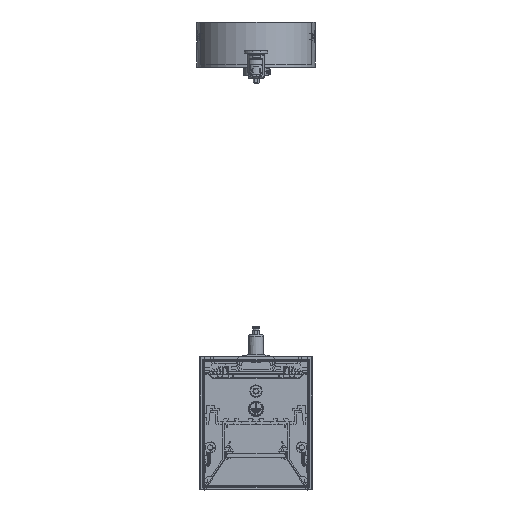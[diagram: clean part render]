
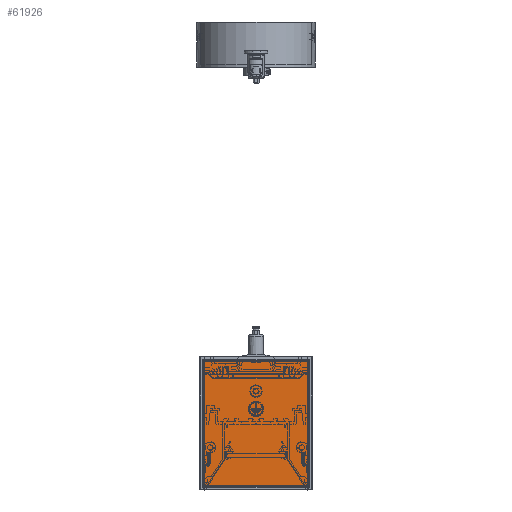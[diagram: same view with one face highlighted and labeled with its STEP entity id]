
A CAD part, front view. The second image highlights one B-rep face of the part: STEP entity #61926.
In plain terms, the highlighted planar face has unit normal (0, -1, 0).
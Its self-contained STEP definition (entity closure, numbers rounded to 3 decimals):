
#5588=CIRCLE('',#67825,0.001);
#5593=CIRCLE('',#67831,0.001);
#5808=CIRCLE('',#68298,0.001);
#5812=CIRCLE('',#68303,0.001);
#8820=FACE_OUTER_BOUND('',#12361,.T.);
#12361=EDGE_LOOP('',(#53969,#53970,#53971,#53972,#53973,#53974,#53975,#53976));
#17120=LINE('',#112668,#22081);
#17380=LINE('',#115675,#22341);
#17382=LINE('',#115712,#22343);
#17384=LINE('',#115745,#22345);
#22081=VECTOR('',#83567,10.);
#22341=VECTOR('',#84757,10.);
#22343=VECTOR('',#84771,10.);
#22345=VECTOR('',#84781,10.);
#28685=VERTEX_POINT('',#112656);
#28687=VERTEX_POINT('',#112659);
#28689=VERTEX_POINT('',#112665);
#28691=VERTEX_POINT('',#112695);
#29000=VERTEX_POINT('',#115674);
#29001=VERTEX_POINT('',#115702);
#29003=VERTEX_POINT('',#115708);
#29005=VERTEX_POINT('',#115738);
#37018=EDGE_CURVE('',#28687,#28685,#5588,.T.);
#37022=EDGE_CURVE('',#28685,#28689,#17120,.T.);
#37025=EDGE_CURVE('',#28689,#28691,#5593,.T.);
#37607=EDGE_CURVE('',#28687,#29000,#17380,.T.);
#37611=EDGE_CURVE('',#29000,#29001,#5808,.T.);
#37614=EDGE_CURVE('',#29001,#29003,#17382,.T.);
#37617=EDGE_CURVE('',#29003,#29005,#5812,.T.);
#37619=EDGE_CURVE('',#29005,#28691,#17384,.T.);
#53969=ORIENTED_EDGE('',*,*,#37619,.F.);
#53970=ORIENTED_EDGE('',*,*,#37617,.F.);
#53971=ORIENTED_EDGE('',*,*,#37614,.F.);
#53972=ORIENTED_EDGE('',*,*,#37611,.F.);
#53973=ORIENTED_EDGE('',*,*,#37607,.F.);
#53974=ORIENTED_EDGE('',*,*,#37018,.T.);
#53975=ORIENTED_EDGE('',*,*,#37022,.T.);
#53976=ORIENTED_EDGE('',*,*,#37025,.T.);
#58975=PLANE('',#68308);
#61926=ADVANCED_FACE('',(#8820),#58975,.F.);
#67825=AXIS2_PLACEMENT_3D('',#112660,#83557,#83558);
#67831=AXIS2_PLACEMENT_3D('',#112698,#83571,#83572);
#68298=AXIS2_PLACEMENT_3D('',#115706,#84764,#84765);
#68303=AXIS2_PLACEMENT_3D('',#115742,#84776,#84777);
#68308=AXIS2_PLACEMENT_3D('',#115752,#84791,#84792);
#83557=DIRECTION('center_axis',(0.,-1.,0.));
#83558=DIRECTION('ref_axis',(0.707,0.,-0.707));
#83567=DIRECTION('',(0.,0.,1.));
#83571=DIRECTION('center_axis',(0.,-1.,0.));
#83572=DIRECTION('ref_axis',(0.707,0.,0.707));
#84757=DIRECTION('',(-1.,0.,0.));
#84764=DIRECTION('center_axis',(0.,1.,0.));
#84765=DIRECTION('ref_axis',(-0.707,0.,-0.707));
#84771=DIRECTION('',(0.,0.,1.));
#84776=DIRECTION('center_axis',(0.,1.,0.));
#84777=DIRECTION('ref_axis',(-0.707,0.,0.707));
#84781=DIRECTION('',(1.,0.,0.));
#84791=DIRECTION('center_axis',(0.,1.,0.));
#84792=DIRECTION('ref_axis',(1.,0.,0.));
#112656=CARTESIAN_POINT('',(35.008,-2110.,-77.507));
#112659=CARTESIAN_POINT('',(35.007,-2110.,-77.508));
#112660=CARTESIAN_POINT('Origin',(35.007,-2110.,-77.507));
#112665=CARTESIAN_POINT('',(35.008,-2110.,6.507));
#112668=CARTESIAN_POINT('',(35.008,-2110.,-14.4));
#112695=CARTESIAN_POINT('',(35.007,-2110.,6.508));
#112698=CARTESIAN_POINT('Origin',(35.007,-2110.,6.507));
#115674=CARTESIAN_POINT('',(-35.007,-2110.,-77.508));
#115675=CARTESIAN_POINT('',(-17.6,-2110.,-77.508));
#115702=CARTESIAN_POINT('',(-35.008,-2110.,-77.507));
#115706=CARTESIAN_POINT('Origin',(-35.007,-2110.,-77.507));
#115708=CARTESIAN_POINT('',(-35.008,-2110.,6.507));
#115712=CARTESIAN_POINT('',(-35.008,-2110.,-14.4));
#115738=CARTESIAN_POINT('',(-35.007,-2110.,6.508));
#115742=CARTESIAN_POINT('Origin',(-35.007,-2110.,6.507));
#115745=CARTESIAN_POINT('',(17.6,-2110.,6.508));
#115752=CARTESIAN_POINT('Origin',(0.,-2110.,-35.5));
